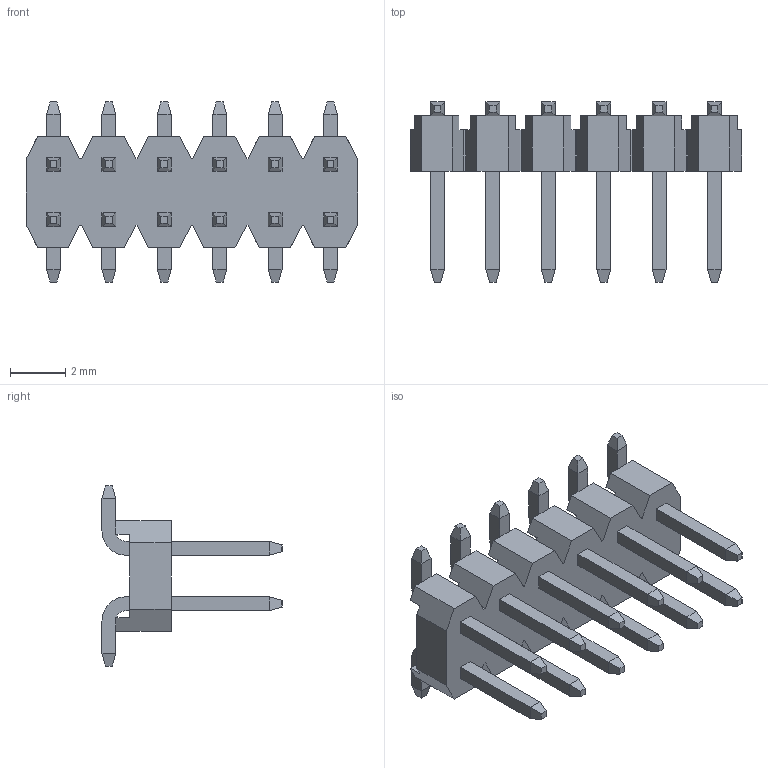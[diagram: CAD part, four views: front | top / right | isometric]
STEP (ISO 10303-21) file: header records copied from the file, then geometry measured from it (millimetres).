
FILE_DESCRIPTION (( 'STEP AP214' ), '1' );
FILE_NAME ('User Library-pin_header_a-sl200-dg-g12mp1.STEP', '2020-02-05T12:48:49', ( '' ), ( '' ), 'SwSTEP 2.0', 'SolidWorks 2019', '' );
FILE_SCHEMA (( 'AUTOMOTIVE_DESIGN' ));
Length unit declared in the file: millimetre
Products named in the file (1): User Library-pin_header_a-sl200-dg-g12mp1
Bounding box: 11.95 x 6.5 x 6.5 mm (x, y, z)
Volume: 88.3 mm3; surface area: 316.9 mm2
Topology: 1 solids, 1 shells, 374 faces, 996 edges, 624 vertices
Faces by surface type: plane 350, cylinder 24
Entity records: 12296 total; most frequent: CARTESIAN_POINT 1995, ORIENTED_EDGE 1992, DIRECTION 1794, EDGE_CURVE 996, LINE 948, VECTOR 948, VERTEX_POINT 624, AXIS2_PLACEMENT_3D 423
